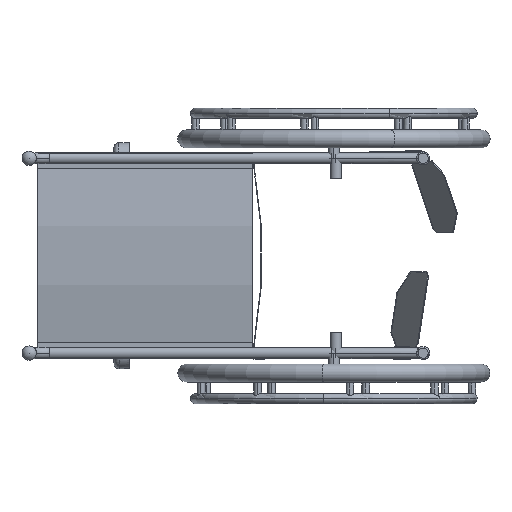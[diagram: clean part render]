
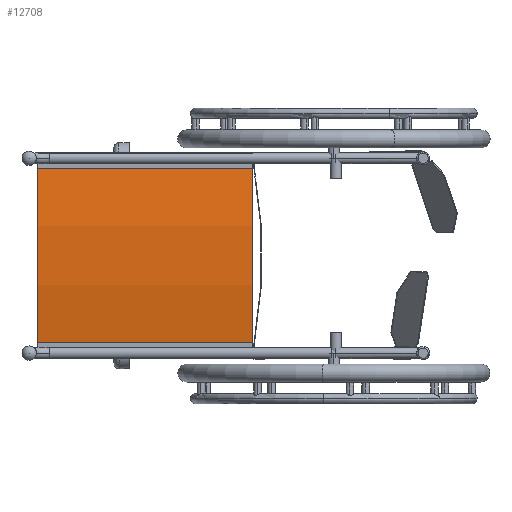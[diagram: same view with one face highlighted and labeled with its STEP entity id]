
A CAD part, left-side view. The second image highlights one B-rep face of the part: STEP entity #12708.
In plain terms, the highlighted cylindrical face has radius 959.611 mm (diameter 1919.22 mm), a partial arc.
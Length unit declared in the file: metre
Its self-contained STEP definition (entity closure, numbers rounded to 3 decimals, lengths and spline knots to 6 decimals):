
#338 = EDGE_CURVE ( 'NONE', #14769, #11235, #1975, .T. ) ;
#582 = DIRECTION ( 'NONE',  ( 0., 0., -1. ) ) ;
#1575 = ORIENTED_EDGE ( 'NONE', *, *, #5736, .F. ) ;
#1894 = ORIENTED_EDGE ( 'NONE', *, *, #338, .F. ) ;
#1975 = CIRCLE ( 'NONE', #2405, 0.959611 ) ;
#2405 = AXIS2_PLACEMENT_3D ( 'NONE', #8588, #8177, #10475 ) ;
#3870 = DIRECTION ( 'NONE',  ( -1., 0., 0. ) ) ;
#4003 = FACE_OUTER_BOUND ( 'NONE', #10751, .T. ) ;
#5323 = DIRECTION ( 'NONE',  ( 0., 0., -1. ) ) ;
#5463 = ORIENTED_EDGE ( 'NONE', *, *, #27361, .T. ) ;
#5626 = AXIS2_PLACEMENT_3D ( 'NONE', #23821, #8493, #6634 ) ;
#5736 = EDGE_CURVE ( 'NONE', #13597, #14769, #16328, .T. ) ;
#6555 = VECTOR ( 'NONE', #5323, 1. ) ;
#6634 = DIRECTION ( 'NONE',  ( 1., 0., 0. ) ) ;
#6997 = CIRCLE ( 'NONE', #5626, 0.959611 ) ;
#8177 = DIRECTION ( 'NONE',  ( 0., 0., -1. ) ) ;
#8493 = DIRECTION ( 'NONE',  ( 0., 0., -1. ) ) ;
#8588 = CARTESIAN_POINT ( 'NONE',  ( 0.015137, 0.964433, 0. ) ) ;
#9982 = CARTESIAN_POINT ( 'NONE',  ( 0.185137, 0.02, 0. ) ) ;
#10475 = DIRECTION ( 'NONE',  ( 1., 0., 0. ) ) ;
#10751 = EDGE_LOOP ( 'NONE', ( #1894, #1575, #5463, #20113 ) ) ;
#11235 = VERTEX_POINT ( 'NONE', #16729 ) ;
#11465 = CARTESIAN_POINT ( 'NONE',  ( 0.185137, 0.02, 0.42 ) ) ;
#12708 = ADVANCED_FACE ( 'NONE', ( #4003 ), #23483, .T. ) ;
#12876 = CARTESIAN_POINT ( 'NONE',  ( 0.015137, 0.964433, 0.42 ) ) ;
#13597 = VERTEX_POINT ( 'NONE', #25946 ) ;
#13638 = CARTESIAN_POINT ( 'NONE',  ( -0.154863, 0.02, 0.42 ) ) ;
#14769 = VERTEX_POINT ( 'NONE', #9982 ) ;
#15868 = VECTOR ( 'NONE', #582, 1. ) ;
#16109 = AXIS2_PLACEMENT_3D ( 'NONE', #12876, #19330, #3870 ) ;
#16328 = LINE ( 'NONE', #11465, #15868 ) ;
#16729 = CARTESIAN_POINT ( 'NONE',  ( -0.154863, 0.02, 0. ) ) ;
#19047 = EDGE_CURVE ( 'NONE', #27505, #11235, #24655, .T. ) ;
#19330 = DIRECTION ( 'NONE',  ( 0., 0., -1. ) ) ;
#20113 = ORIENTED_EDGE ( 'NONE', *, *, #19047, .T. ) ;
#23483 = CYLINDRICAL_SURFACE ( 'NONE', #16109, 0.959611 ) ;
#23821 = CARTESIAN_POINT ( 'NONE',  ( 0.015137, 0.964433, 0.42 ) ) ;
#24655 = LINE ( 'NONE', #24798, #6555 ) ;
#24798 = CARTESIAN_POINT ( 'NONE',  ( -0.154863, 0.02, 0.42 ) ) ;
#25946 = CARTESIAN_POINT ( 'NONE',  ( 0.185137, 0.02, 0.42 ) ) ;
#27361 = EDGE_CURVE ( 'NONE', #13597, #27505, #6997, .T. ) ;
#27505 = VERTEX_POINT ( 'NONE', #13638 ) ;
